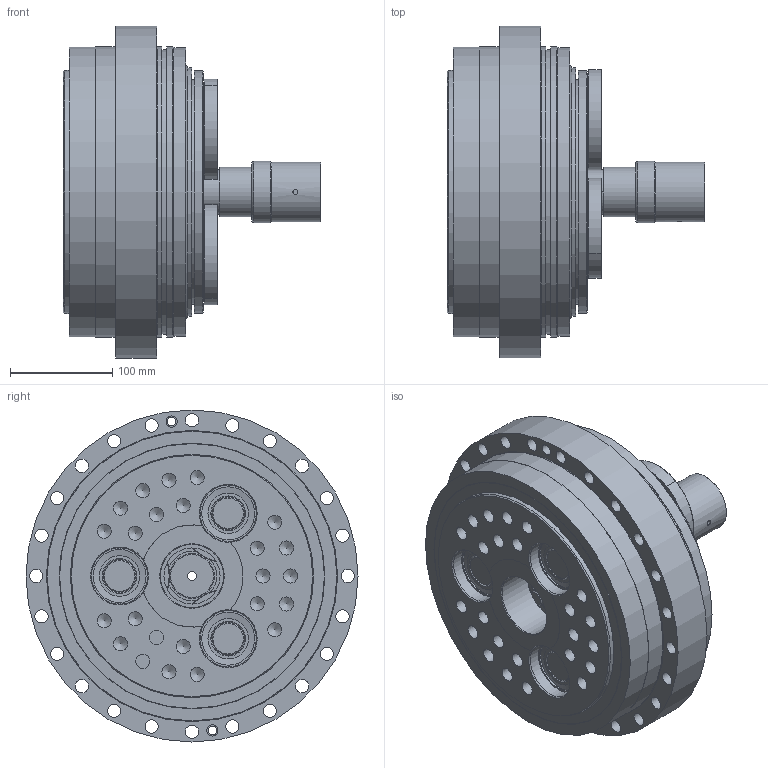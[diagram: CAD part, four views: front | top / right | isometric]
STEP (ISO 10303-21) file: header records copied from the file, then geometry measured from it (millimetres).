
FILE_DESCRIPTION(/* description */ (''),/* implementation_level */ '2;1');
FILE_NAME(/* name */ 'UA80-122_X04503G.stp',/* time_stamp */ '2021-04-28T09:44:46+09:00',/* author */ ('ik43153556'),/* organization */ (''),/* preprocessor_version */ 'ST-DEVELOPER v18.1',/* originating_system */ 'Autodesk Inventor 2021',/* authorisation */ '');
FILE_SCHEMA (('AUTOMOTIVE_DESIGN { 1 0 10303 214 3 1 1 }'));
Length unit declared in the file: millimetre
Products named in the file (1): UA80
Bounding box: 252.5 x 325 x 325 mm (x, y, z)
Volume: 5674258.4 mm3; surface area: 820803.9 mm2
Topology: 2 solids, 9 shells, 715 faces, 1547 edges, 986 vertices
Faces by surface type: cylinder 246, plane 230, cone 128, torus 111
Full cylindrical faces by diameter (mm): 2 x6, 4.917 x1, 8.376 x2, 9 x1, 10.5 x1, 11 x2, 13 x24, 13.7 x3, 13.835 x24, 14 x6, 16 x9, 17.5 x9, 24 x9, 26 x9, 29.75 x6, 30 x3, 31.9 x6, 32 x12, 39.6 x6, 43 x3, 48 x3, 48.3 x1, 49.1 x6, 51 x1, 55 x4, 58 x1, 60 x1, 62 x1, 65 x15, 68 x3
Entity records: 20551 total; most frequent: CARTESIAN_POINT 3767, DIRECTION 3580, ORIENTED_EDGE 3032, AXIS2_PLACEMENT_3D 1533, EDGE_CURVE 1516, VERTEX_POINT 990, EDGE_LOOP 968, CIRCLE 817
